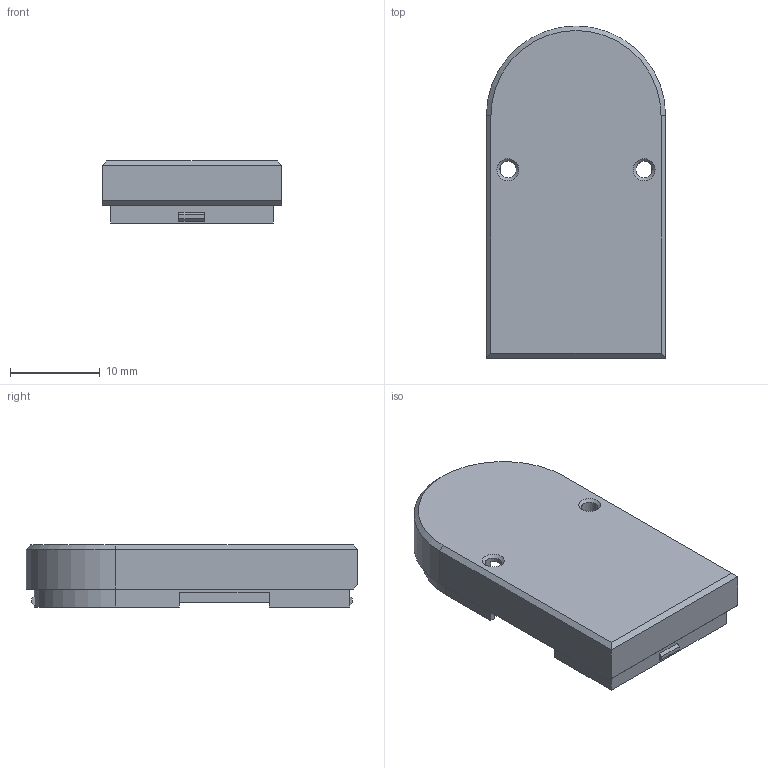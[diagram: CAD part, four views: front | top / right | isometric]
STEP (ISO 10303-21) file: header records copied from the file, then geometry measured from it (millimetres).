
FILE_DESCRIPTION(('FreeCAD Model'),'2;1');
FILE_NAME('Open CASCADE Shape Model','2023-04-06T14:16:52',(''),(''), 'Open CASCADE STEP processor 7.5','FreeCAD','Unknown');
FILE_SCHEMA(('AUTOMOTIVE_DESIGN { 1 0 10303 214 1 1 1 1 }'));
Length unit declared in the file: millimetre
Products named in the file (1): Top
Bounding box: 19.92 x 36.92 x 6.9 mm (x, y, z)
Volume: 1267.4 mm3; surface area: 2592.4 mm2
Topology: 1 solids, 1 shells, 72 faces, 191 edges, 122 vertices
Faces by surface type: plane 61, cylinder 8, cone 3
Full cylindrical faces by diameter (mm): 1.85 x2
Entity records: 4761 total; most frequent: CARTESIAN_POINT 870, DIRECTION 732, LINE 517, VECTOR 517, ORIENTED_EDGE 382, PCURVE 382, DEFINITIONAL_REPRESENTATION 382, EDGE_CURVE 191
